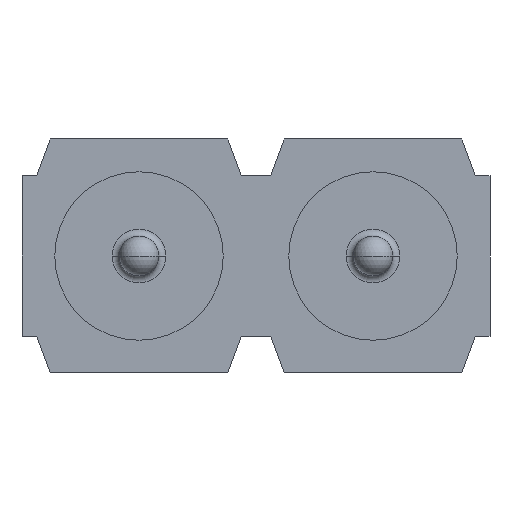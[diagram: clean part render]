
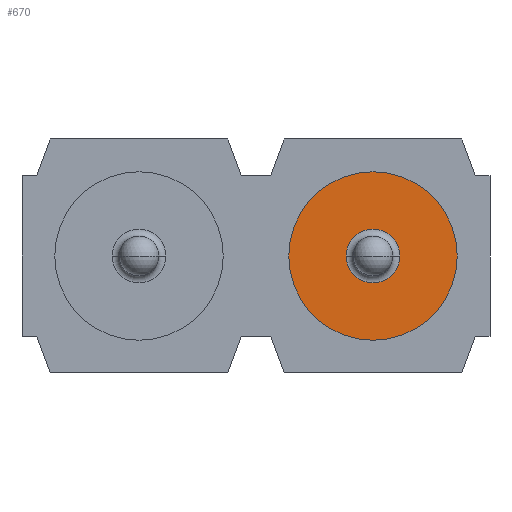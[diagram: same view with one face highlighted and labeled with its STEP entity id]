
A CAD part, front view. The second image highlights one B-rep face of the part: STEP entity #670.
In plain terms, the highlighted face is planar.
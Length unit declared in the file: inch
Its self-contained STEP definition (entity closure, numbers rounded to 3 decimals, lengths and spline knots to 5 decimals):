
#19 = ORIENTED_EDGE ( 'NONE', *, *, #1548, .T. ) ;
#26 = CARTESIAN_POINT ( 'NONE',  ( 0.069, 0., 0. ) ) ;
#117 = AXIS2_PLACEMENT_3D ( 'NONE', #914, #550, #137 ) ;
#136 = AXIS2_PLACEMENT_3D ( 'NONE', #211, #1100, #725 ) ;
#137 = DIRECTION ( 'NONE',  ( 0., -1., 0. ) ) ;
#211 = CARTESIAN_POINT ( 'NONE',  ( 0.069, 0.036, 0. ) ) ;
#370 = DIRECTION ( 'NONE',  ( -1., 0., 0. ) ) ;
#377 = ORIENTED_EDGE ( 'NONE', *, *, #1385, .T. ) ;
#464 = ORIENTED_EDGE ( 'NONE', *, *, #1607, .F. ) ;
#484 = EDGE_CURVE ( 'NONE', #974, #586, #768, .T. ) ;
#510 = DIRECTION ( 'NONE',  ( 0., -1., 0. ) ) ;
#550 = DIRECTION ( 'NONE',  ( -1., 0., 0. ) ) ;
#562 = DIRECTION ( 'NONE',  ( 0., -1., 0. ) ) ;
#586 = VERTEX_POINT ( 'NONE', #1219 ) ;
#642 = CARTESIAN_POINT ( 'NONE',  ( 0.069, -0.0115, 0. ) ) ;
#644 = VERTEX_POINT ( 'NONE', #1228 ) ;
#670 = ADVANCED_FACE ( 'NONE', ( #948, #1604 ), #1356, .F. ) ;
#725 = DIRECTION ( 'NONE',  ( 0., 1., 0. ) ) ;
#768 = CIRCLE ( 'NONE', #1091, 0.0115 ) ;
#914 = CARTESIAN_POINT ( 'NONE',  ( 0.069, 0., 0. ) ) ;
#935 = CARTESIAN_POINT ( 'NONE',  ( 0.069, 0., 0. ) ) ;
#940 = AXIS2_PLACEMENT_3D ( 'NONE', #1123, #370, #510 ) ;
#948 = FACE_BOUND ( 'NONE', #1218, .T. ) ;
#974 = VERTEX_POINT ( 'NONE', #642 ) ;
#985 = EDGE_LOOP ( 'NONE', ( #377, #19 ) ) ;
#986 = AXIS2_PLACEMENT_3D ( 'NONE', #26, #1011, #1017 ) ;
#1011 = DIRECTION ( 'NONE',  ( -1., 0., 0. ) ) ;
#1017 = DIRECTION ( 'NONE',  ( 0., -1., 0. ) ) ;
#1091 = AXIS2_PLACEMENT_3D ( 'NONE', #935, #1194, #562 ) ;
#1100 = DIRECTION ( 'NONE',  ( 1., 0., 0. ) ) ;
#1123 = CARTESIAN_POINT ( 'NONE',  ( 0.069, 0., 0. ) ) ;
#1194 = DIRECTION ( 'NONE',  ( -1., 0., 0. ) ) ;
#1218 = EDGE_LOOP ( 'NONE', ( #1315, #464 ) ) ;
#1219 = CARTESIAN_POINT ( 'NONE',  ( 0.069, 0.0115, 0. ) ) ;
#1228 = CARTESIAN_POINT ( 'NONE',  ( 0.069, 0.036, 0. ) ) ;
#1315 = ORIENTED_EDGE ( 'NONE', *, *, #484, .F. ) ;
#1347 = CIRCLE ( 'NONE', #117, 0.0115 ) ;
#1349 = CIRCLE ( 'NONE', #986, 0.036 ) ;
#1356 = PLANE ( 'NONE',  #136 ) ;
#1385 = EDGE_CURVE ( 'NONE', #1540, #644, #1561, .T. ) ;
#1394 = CARTESIAN_POINT ( 'NONE',  ( 0.069, -0.036, 0. ) ) ;
#1540 = VERTEX_POINT ( 'NONE', #1394 ) ;
#1548 = EDGE_CURVE ( 'NONE', #644, #1540, #1349, .T. ) ;
#1561 = CIRCLE ( 'NONE', #940, 0.036 ) ;
#1604 = FACE_OUTER_BOUND ( 'NONE', #985, .T. ) ;
#1607 = EDGE_CURVE ( 'NONE', #586, #974, #1347, .T. ) ;
